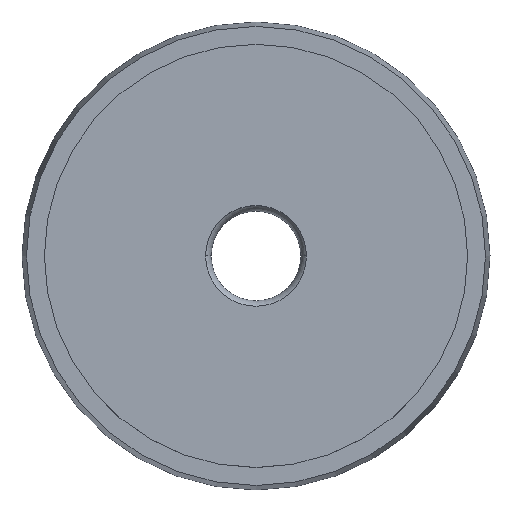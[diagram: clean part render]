
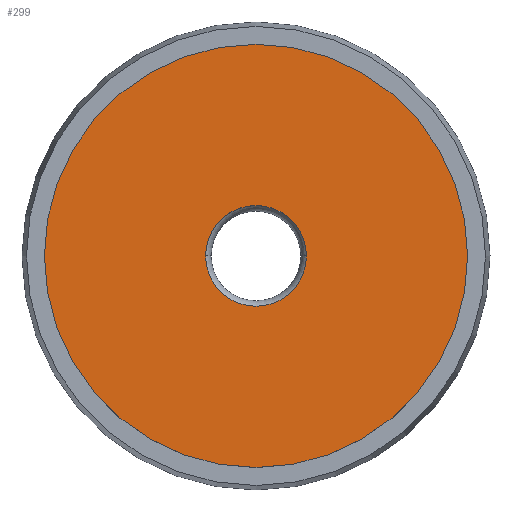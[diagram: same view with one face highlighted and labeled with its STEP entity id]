
A CAD part, top view. The second image highlights one B-rep face of the part: STEP entity #299.
In plain terms, the highlighted planar face has unit normal (0, 0, 1).
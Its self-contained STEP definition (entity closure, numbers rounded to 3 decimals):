
#10 = PLANE ( 'NONE',  #243 ) ;
#20 = AXIS2_PLACEMENT_3D ( 'NONE', #418, #169, #471 ) ;
#27 = EDGE_LOOP ( 'NONE', ( #636, #241 ) ) ;
#45 = VERTEX_POINT ( 'NONE', #533 ) ;
#60 = CARTESIAN_POINT ( 'NONE',  ( 0., 0., 0. ) ) ;
#79 = DIRECTION ( 'NONE',  ( 0., 0., 1. ) ) ;
#113 = CARTESIAN_POINT ( 'NONE',  ( 2.25, 0., 0. ) ) ;
#129 = ORIENTED_EDGE ( 'NONE', *, *, #609, .F. ) ;
#169 = DIRECTION ( 'NONE',  ( 0., 0., 1. ) ) ;
#204 = CIRCLE ( 'NONE', #474, 2.25 ) ;
#241 = ORIENTED_EDGE ( 'NONE', *, *, #361, .T. ) ;
#243 = AXIS2_PLACEMENT_3D ( 'NONE', #355, #293, #302 ) ;
#255 = VERTEX_POINT ( 'NONE', #459 ) ;
#261 = DIRECTION ( 'NONE',  ( 0., 0., 1. ) ) ;
#262 = CIRCLE ( 'NONE', #395, 2.25 ) ;
#269 = AXIS2_PLACEMENT_3D ( 'NONE', #60, #261, #416 ) ;
#293 = DIRECTION ( 'NONE',  ( 0., 0., -1. ) ) ;
#299 = ADVANCED_FACE ( 'NONE', ( #330, #574 ), #10, .F. ) ;
#302 = DIRECTION ( 'NONE',  ( -1., 0., 0. ) ) ;
#304 = CARTESIAN_POINT ( 'NONE',  ( 0., 0., 0. ) ) ;
#322 = CIRCLE ( 'NONE', #20, 9.45 ) ;
#330 = FACE_BOUND ( 'NONE', #501, .T. ) ;
#355 = CARTESIAN_POINT ( 'NONE',  ( 0., 0., 0. ) ) ;
#361 = EDGE_CURVE ( 'NONE', #45, #255, #562, .T. ) ;
#395 = AXIS2_PLACEMENT_3D ( 'NONE', #304, #515, #558 ) ;
#405 = VERTEX_POINT ( 'NONE', #113 ) ;
#416 = DIRECTION ( 'NONE',  ( 1., 0., 0. ) ) ;
#417 = EDGE_CURVE ( 'NONE', #585, #405, #262, .T. ) ;
#418 = CARTESIAN_POINT ( 'NONE',  ( 0., 0., 0. ) ) ;
#435 = DIRECTION ( 'NONE',  ( 1., 0., 0. ) ) ;
#439 = ORIENTED_EDGE ( 'NONE', *, *, #417, .F. ) ;
#459 = CARTESIAN_POINT ( 'NONE',  ( 9.45, 0., 0. ) ) ;
#471 = DIRECTION ( 'NONE',  ( 1., 0., 0. ) ) ;
#474 = AXIS2_PLACEMENT_3D ( 'NONE', #637, #79, #435 ) ;
#476 = CARTESIAN_POINT ( 'NONE',  ( -2.25, 0., 0. ) ) ;
#484 = EDGE_CURVE ( 'NONE', #255, #45, #322, .T. ) ;
#501 = EDGE_LOOP ( 'NONE', ( #129, #439 ) ) ;
#515 = DIRECTION ( 'NONE',  ( 0., 0., 1. ) ) ;
#533 = CARTESIAN_POINT ( 'NONE',  ( -9.45, 0., 0. ) ) ;
#558 = DIRECTION ( 'NONE',  ( 1., 0., 0. ) ) ;
#562 = CIRCLE ( 'NONE', #269, 9.45 ) ;
#574 = FACE_OUTER_BOUND ( 'NONE', #27, .T. ) ;
#585 = VERTEX_POINT ( 'NONE', #476 ) ;
#609 = EDGE_CURVE ( 'NONE', #405, #585, #204, .T. ) ;
#636 = ORIENTED_EDGE ( 'NONE', *, *, #484, .T. ) ;
#637 = CARTESIAN_POINT ( 'NONE',  ( 0., 0., 0. ) ) ;
